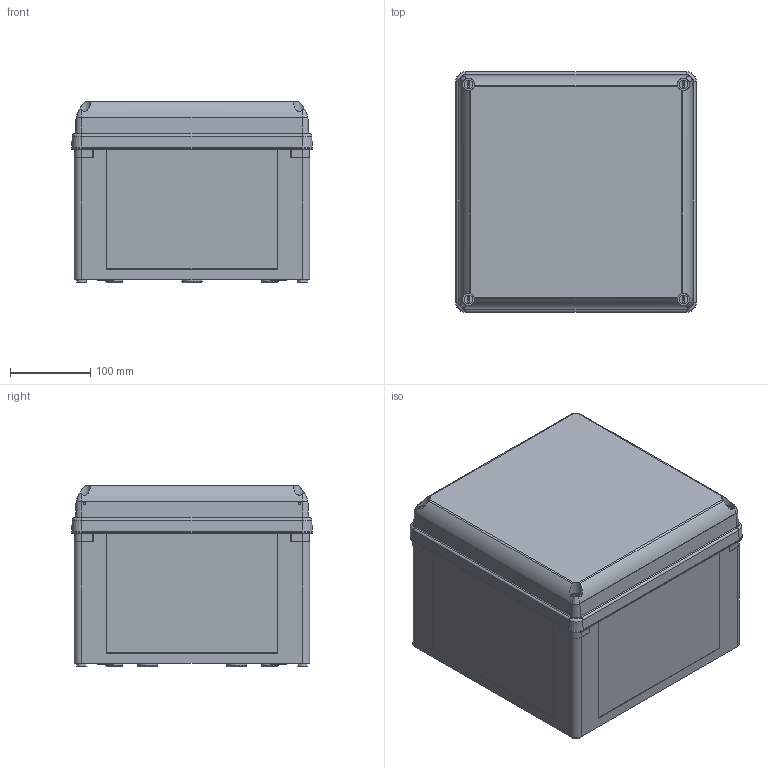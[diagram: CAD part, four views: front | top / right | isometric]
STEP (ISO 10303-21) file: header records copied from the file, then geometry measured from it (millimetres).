
FILE_DESCRIPTION( ( 'STEP AP214' ), ' ' );
FILE_NAME( '70073301.stp', '2018-05-02T04:57:15', ( '' ), ( '' ), ' ', 'PARTsolutions', ' ' );
FILE_SCHEMA( ( 'AUTOMOTIVE_DESIGN { 1 0 10303 214 1 1 1 1 }' ) );
Length unit declared in the file: millimetre
Products named in the file (5): 70073301; _Kasten_3030-18; _Deckel_3030_grau_grau; _Deckelschraube_lang; _Einschub_ecke_tgw
Assembly tree (10 placements, depth 2):
  70073301
    _Kasten_3030-18
    _Deckel_3030_grau_grau
    _Deckelschraube_lang  x4
    _Einschub_ecke_tgw  x4
Bounding box: 300 x 300 x 226 mm (x, y, z)
Volume: 2299440.4 mm3; surface area: 1004216.1 mm2
Topology: 10 solids, 10 shells, 1348 faces, 3473 edges, 2274 vertices
Faces by surface type: plane 859, cylinder 253, cone 120, torus 112, bspline 4
Full cylindrical faces by diameter (mm): 3.45 x32, 4.45 x12, 6.5 x4, 8 x4, 9 x4, 9.5 x4, 10 x4, 11 x4, 14.8 x4, 15.5 x4, 28.5 x4, 32.5 x4, 36.5 x4, 38.5 x1, 40.5 x4
Entity records: 46625 total; most frequent: CARTESIAN_POINT 7815, DIRECTION 5919, ORIENTED_EDGE 5786, EDGE_CURVE 2893, VERTEX_POINT 2008, AXIS2_PLACEMENT_3D 1990, LINE 1939, VECTOR 1939
